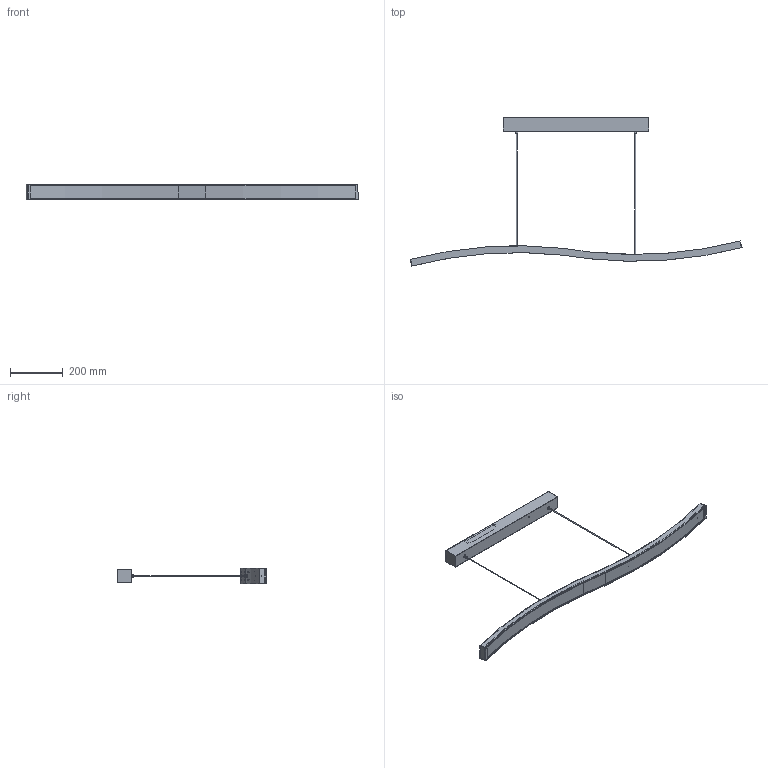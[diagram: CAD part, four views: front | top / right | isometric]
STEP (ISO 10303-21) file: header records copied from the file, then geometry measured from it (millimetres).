
FILE_DESCRIPTION(/* description */ (''),/* implementation_level */ '2;1');
FILE_NAME(/* name */ 'F417585350BILE.stp',/* time_stamp */ '2020-01-21T14:31:35+01:00',/* author */ ('sghezzi'),/* organization */ (''),/* preprocessor_version */ 'ST-DEVELOPER v17.2',/* originating_system */ 'Autodesk Inventor 2019',/* authorisation */ '');
FILE_SCHEMA (('AUTOMOTIVE_DESIGN { 1 0 10303 214 3 1 1 }'));
Products named in the file (29): F417585350BILE; 007417507 Staffa a soffitto Fe VernBi 540x48x8 CFori Fiss Int496; 007417504 Regolatore di cavo Fe Cr D13 H50,5 CForo cavo D3; Parte5; Parte7; Parte6; 003417502 Piastrina Isolante Tr_24x28 C-2Fori D3.5 Int8; 007417508 Canalina Fe Vern Bi 552x52x51 CFori cavo Int450; 007417503 Cilindro D8 H10 CFil Int M6 CForo D3 Vern Bi; 007417506 Corpo Serpentine Al Vern Bi 1260x60x26; 007417502 Grano Ei M8x12; 007417501 Grano Ei M5x7 CPunta D2,5x5; 003417500 DIFF MILLERIGHE SERPENTINE; 005417501 SCHEDA 364 LED 23W 1248,5X45; 007417505 Tappo Al 60x26x10 Vern Bi CAggancio molla; 003417500 BLOCCACAVO interasse 14; 006417500_MORSETTIERA_3P; 006600186_Rondella_de_5.1x9x0.6_ZnBi; 066002100_capocorda_foro_4; 065010304_VITE_M4x6_TCb+ZnBi; 065011003_Vite_M3x10_TCb+_ZnBi; 065007100_Vite_M3x5_TCp; 063017001_Rondella_De_4,3X8X0,5_ZnBi; 006417501_VITE_M5x6_TSP_+_Fe_Zn_Bi_D8; 003417501_VITE_M4x12_TP+_Pl_Tr_D7; 003417503 BLOCCACAVO PTr D17 H13; 005417504 trasformatore; 006322902_DADO_ES_M3_H2.4_Fe_Zn; Parte67
Assembly tree (67 placements, depth 3):
  F417585350BILE
    007417507 Staffa a soffitto Fe VernBi 540x48x8 CFori Fiss Int496
    007417504 Regolatore di cavo Fe Cr D13 H50,5 CForo cavo D3  x2
      Parte5
      Parte7
      Parte6
    003417502 Piastrina Isolante Tr_24x28 C-2Fori D3.5 Int8
    007417508 Canalina Fe Vern Bi 552x52x51 CFori cavo Int450
    007417503 Cilindro D8 H10 CFil Int M6 CForo D3 Vern Bi  x2
    007417506 Corpo Serpentine Al Vern Bi 1260x60x26
    007417502 Grano Ei M8x12  x7
    007417501 Grano Ei M5x7 CPunta D2,5x5  x2
    003417500 DIFF MILLERIGHE SERPENTINE
    005417501 SCHEDA 364 LED 23W 1248,5X45
    007417505 Tappo Al 60x26x10 Vern Bi CAggancio molla  x2
    003417500 BLOCCACAVO interasse 14  x4
    006417500_MORSETTIERA_3P
    065010304_VITE_M4x6_TCb+ZnBi  x2
    006600186_Rondella_de_5.1x9x0.6_ZnBi  x2
    066002100_capocorda_foro_4  x2
    063017001_Rondella_De_4,3X8X0,5_ZnBi  x4
    065011003_Vite_M3x10_TCb+_ZnBi  x6
    065007100_Vite_M3x5_TCp  x6
    006417501_VITE_M5x6_TSP_+_Fe_Zn_Bi_D8  x2
    003417501_VITE_M4x12_TP+_Pl_Tr_D7  x7
    003417503 BLOCCACAVO PTr D17 H13  x2
    005417504 trasformatore
    006322902_DADO_ES_M3_H2.4_Fe_Zn  x2
    Parte67  x2
Bounding box: 1262.65 x 563.65 x 60 mm (x, y, z)
Volume: 1125311.8 mm3; surface area: 1040722.2 mm2
Topology: 88 solids, 88 shells, 2439 faces, 6178 edges, 3977 vertices
Faces by surface type: plane 1481, cylinder 525, bspline 199, torus 140, cone 74, sphere 20
Full cylindrical faces by diameter (mm): 2 x2, 2.459 x2, 2.5 x2, 3 x44, 3.5 x10, 4 x38, 4.2 x2, 4.3 x4, 4.4 x2, 4.459 x2, 4.883 x1, 5 x14, 5.1 x2, 5.6 x6, 5.7 x2, 5.999 x2, 6 x7, 7 x9, 8 x11, 8.917 x2, 9.5 x1, 13 x4
Entity records: 59365 total; most frequent: CARTESIAN_POINT 21274, DIRECTION 7957, ORIENTED_EDGE 7808, EDGE_CURVE 3904, AXIS2_PLACEMENT_3D 3090, VERTEX_POINT 2545, LINE 1777, VECTOR 1777
